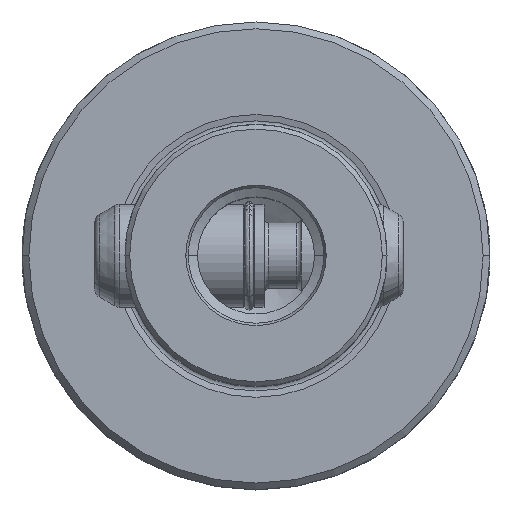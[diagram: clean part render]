
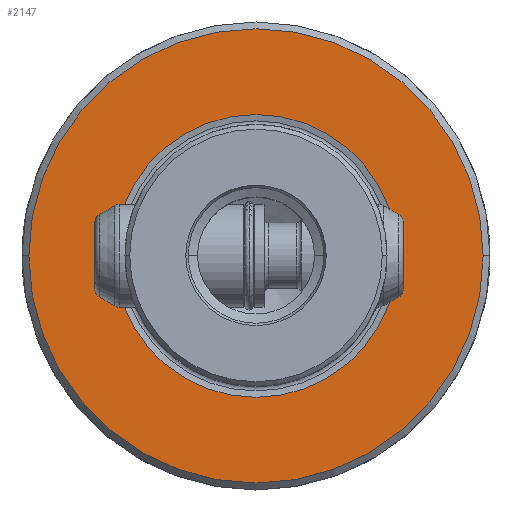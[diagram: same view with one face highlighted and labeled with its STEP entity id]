
A CAD part, top view. The second image highlights one B-rep face of the part: STEP entity #2147.
In plain terms, the highlighted planar face has unit normal (0, 0, 1).
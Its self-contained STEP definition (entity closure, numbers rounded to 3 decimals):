
#1609=EDGE_CURVE('NONE',#2171,#3477,#4212,.T.);
#2147=ADVANCED_FACE('NONE',(#4822,#4823),#4824,.F.);
#2171=VERTEX_POINT('NONE',#4849);
#2785=EDGE_CURVE('NONE',#3387,#2843,#5539,.T.);
#2843=VERTEX_POINT('NONE',#5602);
#3387=VERTEX_POINT('NONE',#6196);
#3477=VERTEX_POINT('NONE',#6295);
#3489=EDGE_CURVE('NONE',#3477,#2171,#6307,.F.);
#3699=EDGE_CURVE('NONE',#2843,#3387,#6540,.F.);
#4212=CIRCLE('',#7393,24.275);
#4822=FACE_OUTER_BOUND('',#8854,.T.);
#4823=FACE_BOUND('',#8855,.T.);
#4824=PLANE('',#8856);
#4849=CARTESIAN_POINT('',(24.275,0.,0.0));
#5539=CIRCLE('',#11220,15.112);
#5602=CARTESIAN_POINT('',(15.112,0.0,0.0));
#6196=CARTESIAN_POINT('',(-15.112,0.,0.0));
#6295=CARTESIAN_POINT('',(-24.275,0.0,0.0));
#6307=CIRCLE('',#13486,24.275);
#6540=CIRCLE('',#14072,15.112);
#7393=AXIS2_PLACEMENT_3D('',#14903,#14904,#14905);
#8854=EDGE_LOOP('',(#15675,#15676));
#8855=EDGE_LOOP('',(#15677,#15678));
#8856=AXIS2_PLACEMENT_3D('',#15679,#15680,#15681);
#11220=AXIS2_PLACEMENT_3D('',#16509,#16510,#16511);
#13486=AXIS2_PLACEMENT_3D('',#17303,#17304,#17305);
#14072=AXIS2_PLACEMENT_3D('',#17571,#17572,#17573);
#14903=CARTESIAN_POINT('',(0.0,0.0,0.0));
#14904=DIRECTION('',(0.0,0.0,-1.0));
#14905=DIRECTION('',(-1.0,0.0,0.0));
#15675=ORIENTED_EDGE('',*,*,#3489,.F.);
#15676=ORIENTED_EDGE('',*,*,#1609,.F.);
#15677=ORIENTED_EDGE('',*,*,#3699,.F.);
#15678=ORIENTED_EDGE('',*,*,#2785,.F.);
#15679=CARTESIAN_POINT('',(0.0,25.0,0.0));
#15680=DIRECTION('',(0.0,0.0,-1.0));
#15681=DIRECTION('',(0.0,1.0,0.0));
#16509=CARTESIAN_POINT('',(0.0,0.0,0.0));
#16510=DIRECTION('',(0.0,-0.0,1.0));
#16511=DIRECTION('',(1.0,0.0,0.0));
#17303=CARTESIAN_POINT('',(0.0,0.0,0.0));
#17304=DIRECTION('',(0.0,0.0,1.0));
#17305=DIRECTION('',(-1.0,0.0,0.0));
#17571=CARTESIAN_POINT('',(0.0,0.0,0.0));
#17572=DIRECTION('',(0.0,0.0,-1.0));
#17573=DIRECTION('',(1.0,0.0,0.0));
